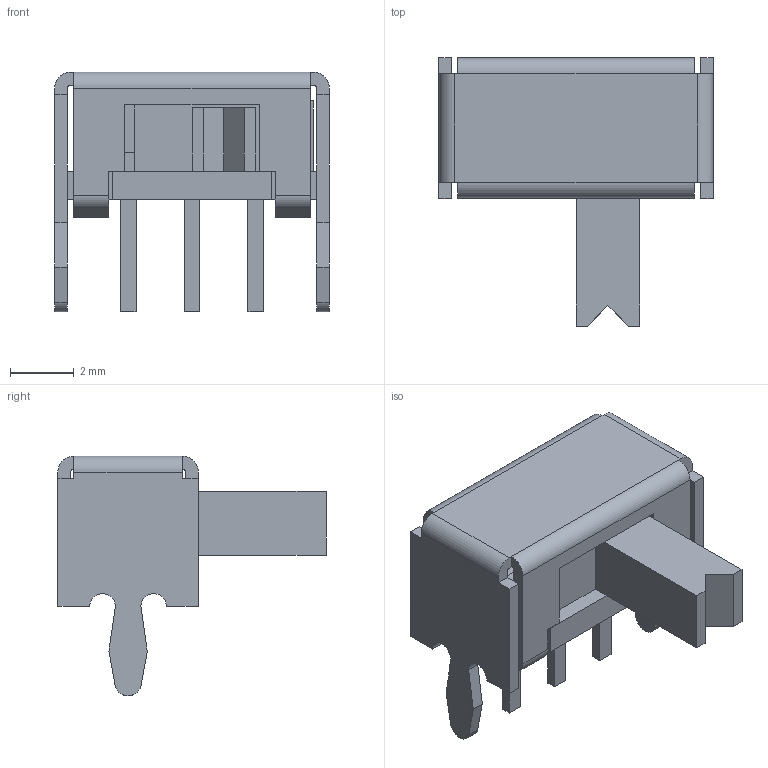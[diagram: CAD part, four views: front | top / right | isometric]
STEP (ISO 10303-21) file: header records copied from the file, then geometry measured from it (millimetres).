
FILE_DESCRIPTION(('Open CASCADE Model'),'2;1');
FILE_NAME('Open CASCADE Shape Model','2024-02-23T09:40:09',('Author'),( 'Open CASCADE'),'Open CASCADE STEP processor 7.7','Open CASCADE 7.7' ,'Unknown');
FILE_SCHEMA(('AUTOMOTIVE_DESIGN { 1 0 10303 214 1 1 1 1 }'));
Length unit declared in the file: millimetre
Products named in the file (12): 18c6f23a-d1e4-11ee-90ec-010101010000; 18c6f23a-d1e4-11ee-90ec-010101010000_part; 18c6f23b-d1e4-11ee-b356-010101010000; 18c6f23b-d1e4-11ee-b356-010101010000_part; 18c6f23c-d1e4-11ee-a973-010101010000; 18c6f23c-d1e4-11ee-a973-010101010000_part; 18c6f23d-d1e4-11ee-bb87-010101010000; 18c6f23d-d1e4-11ee-bb87-010101010000_part; pin1; pin1_part; pin2; pin3
Assembly tree (13 placements, depth 3):
  18c6f23a-d1e4-11ee-90ec-010101010000
    18c6f23a-d1e4-11ee-90ec-010101010000_part
    18c6f23b-d1e4-11ee-b356-010101010000
      18c6f23b-d1e4-11ee-b356-010101010000_part
    18c6f23c-d1e4-11ee-a973-010101010000
      18c6f23c-d1e4-11ee-a973-010101010000_part
    18c6f23d-d1e4-11ee-bb87-010101010000
      18c6f23d-d1e4-11ee-bb87-010101010000_part
    pin1
      pin1_part
    pin2
      pin1_part
    pin3
      pin1_part
Bounding box: 8.6 x 8.4 x 7.5 mm (x, y, z)
Volume: 106.1 mm3; surface area: 449 mm2
Topology: 6 solids, 6 shells, 127 faces, 337 edges, 222 vertices
Faces by surface type: plane 105, cylinder 22
Entity records: 7903 total; most frequent: CARTESIAN_POINT 1442, DIRECTION 1163, LINE 791, VECTOR 791, ORIENTED_EDGE 626, PCURVE 626, DEFINITIONAL_REPRESENTATION 626, EDGE_CURVE 313
